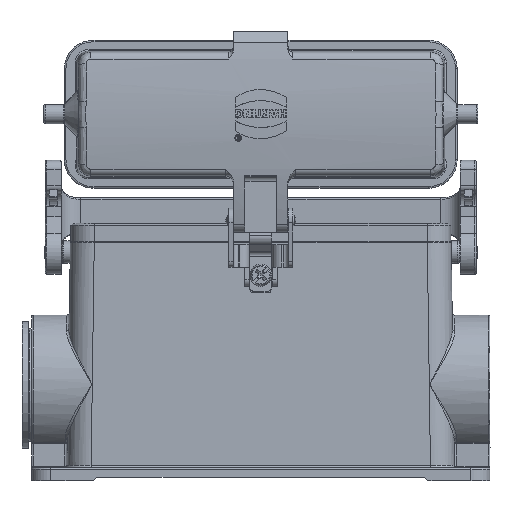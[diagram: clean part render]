
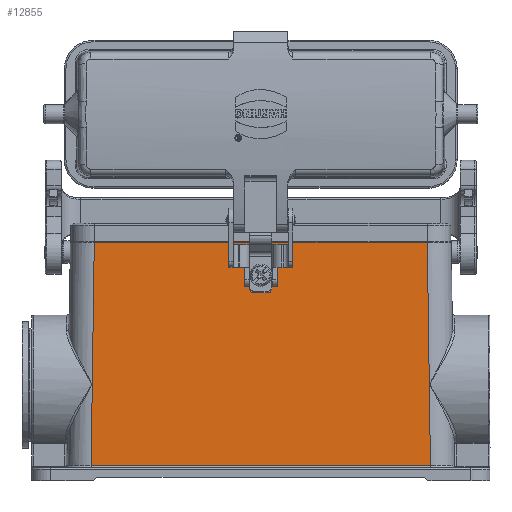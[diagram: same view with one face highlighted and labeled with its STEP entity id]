
A CAD part, front view. The second image highlights one B-rep face of the part: STEP entity #12855.
In plain terms, the highlighted planar face has unit normal (0, -1, 0.011).
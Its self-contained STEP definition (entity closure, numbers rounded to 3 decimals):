
#12654=CARTESIAN_POINT('',(0.,-22.3,-65.25));
#12655=DIRECTION('',(0.,-1.,0.011));
#12656=DIRECTION('',(0.0,-0.011,-1.));
#12657=AXIS2_PLACEMENT_3D('',#12654,#12655,#12656);
#12658=PLANE('',#12657);
#12659=CARTESIAN_POINT('',(-1.75,-21.514,4.449));
#12660=VERTEX_POINT('',#12659);
#12661=CARTESIAN_POINT('',(-1.75,-21.511,4.749));
#12662=VERTEX_POINT('',#12661);
#12663=CARTESIAN_POINT('',(-1.75,-21.514,4.449));
#12664=DIRECTION('',(0.0,0.011,1.));
#12665=VECTOR('',#12664,0.3);
#12666=LINE('',#12663,#12665);
#12667=EDGE_CURVE('',#12660,#12662,#12666,.T.);
#12668=ORIENTED_EDGE('',*,*,#12667,.F.);
#12669=CARTESIAN_POINT('',(-1.6,-21.514,4.449));
#12670=VERTEX_POINT('',#12669);
#12671=CARTESIAN_POINT('',(-1.6,-21.514,4.449));
#12672=DIRECTION('',(-1.0,0.0,0.0));
#12673=VECTOR('',#12672,0.15);
#12674=LINE('',#12671,#12673);
#12675=EDGE_CURVE('',#12670,#12660,#12674,.T.);
#12676=ORIENTED_EDGE('',*,*,#12675,.F.);
#12677=CARTESIAN_POINT('',(-1.6,-21.5,5.7));
#12678=VERTEX_POINT('',#12677);
#12679=CARTESIAN_POINT('',(-1.6,-21.5,5.7));
#12680=DIRECTION('',(0.0,-0.011,-1.));
#12681=VECTOR('',#12680,1.251);
#12682=LINE('',#12679,#12681);
#12683=EDGE_CURVE('',#12678,#12670,#12682,.T.);
#12684=ORIENTED_EDGE('',*,*,#12683,.F.);
#12685=CARTESIAN_POINT('',(-52.3,-21.5,5.7));
#12686=VERTEX_POINT('',#12685);
#12687=CARTESIAN_POINT('',(-52.3,-21.5,5.7));
#12688=DIRECTION('',(1.0,0.0,0.0));
#12689=VECTOR('',#12688,50.7);
#12690=LINE('',#12687,#12689);
#12691=EDGE_CURVE('',#12686,#12678,#12690,.T.);
#12692=ORIENTED_EDGE('',*,*,#12691,.F.);
#12693=CARTESIAN_POINT('',(-53.289,-22.291,-64.459));
#12694=VERTEX_POINT('',#12693);
#12695=CARTESIAN_POINT('',(-52.3,-21.5,5.7));
#12696=DIRECTION('',(-0.014,-0.011,-1.));
#12697=VECTOR('',#12696,70.17);
#12698=LINE('',#12695,#12697);
#12699=EDGE_CURVE('',#12686,#12694,#12698,.T.);
#12700=ORIENTED_EDGE('',*,*,#12699,.T.);
#12701=CARTESIAN_POINT('',(53.289,-22.291,-64.459));
#12702=VERTEX_POINT('',#12701);
#12703=CARTESIAN_POINT('',(-53.289,-22.291,-64.459));
#12704=DIRECTION('',(1.0,0.0,0.0));
#12705=VECTOR('',#12704,106.579);
#12706=LINE('',#12703,#12705);
#12707=EDGE_CURVE('',#12694,#12702,#12706,.T.);
#12708=ORIENTED_EDGE('',*,*,#12707,.T.);
#12709=CARTESIAN_POINT('',(52.3,-21.5,5.7));
#12710=VERTEX_POINT('',#12709);
#12711=CARTESIAN_POINT('',(53.289,-22.291,-64.459));
#12712=DIRECTION('',(-0.014,0.011,1.));
#12713=VECTOR('',#12712,70.17);
#12714=LINE('',#12711,#12713);
#12715=EDGE_CURVE('',#12702,#12710,#12714,.T.);
#12716=ORIENTED_EDGE('',*,*,#12715,.T.);
#12717=CARTESIAN_POINT('',(1.6,-21.5,5.7));
#12718=VERTEX_POINT('',#12717);
#12719=CARTESIAN_POINT('',(1.6,-21.5,5.7));
#12720=DIRECTION('',(1.0,0.0,0.0));
#12721=VECTOR('',#12720,50.7);
#12722=LINE('',#12719,#12721);
#12723=EDGE_CURVE('',#12718,#12710,#12722,.T.);
#12724=ORIENTED_EDGE('',*,*,#12723,.F.);
#12725=CARTESIAN_POINT('',(1.6,-21.514,4.449));
#12726=VERTEX_POINT('',#12725);
#12727=CARTESIAN_POINT('',(1.6,-21.514,4.449));
#12728=DIRECTION('',(0.,0.011,1.));
#12729=VECTOR('',#12728,1.251);
#12730=LINE('',#12727,#12729);
#12731=EDGE_CURVE('',#12726,#12718,#12730,.T.);
#12732=ORIENTED_EDGE('',*,*,#12731,.F.);
#12733=CARTESIAN_POINT('',(1.75,-21.514,4.449));
#12734=VERTEX_POINT('',#12733);
#12735=CARTESIAN_POINT('',(1.75,-21.514,4.449));
#12736=DIRECTION('',(-1.0,0.0,0.0));
#12737=VECTOR('',#12736,0.15);
#12738=LINE('',#12735,#12737);
#12739=EDGE_CURVE('',#12734,#12726,#12738,.T.);
#12740=ORIENTED_EDGE('',*,*,#12739,.F.);
#12741=CARTESIAN_POINT('',(1.75,-21.511,4.749));
#12742=VERTEX_POINT('',#12741);
#12743=CARTESIAN_POINT('',(1.75,-21.511,4.749));
#12744=DIRECTION('',(0.0,-0.011,-1.));
#12745=VECTOR('',#12744,0.3);
#12746=LINE('',#12743,#12745);
#12747=EDGE_CURVE('',#12742,#12734,#12746,.T.);
#12748=ORIENTED_EDGE('',*,*,#12747,.F.);
#12749=CARTESIAN_POINT('',(3.6,-21.511,4.749));
#12750=VERTEX_POINT('',#12749);
#12751=CARTESIAN_POINT('',(3.6,-21.511,4.749));
#12752=DIRECTION('',(-1.0,0.0,0.0));
#12753=VECTOR('',#12752,1.85);
#12754=LINE('',#12751,#12753);
#12755=EDGE_CURVE('',#12750,#12742,#12754,.T.);
#12756=ORIENTED_EDGE('',*,*,#12755,.F.);
#12757=CARTESIAN_POINT('',(3.6,-21.657,-8.25));
#12758=VERTEX_POINT('',#12757);
#12759=CARTESIAN_POINT('',(3.6,-21.511,4.749));
#12760=DIRECTION('',(0.,-0.011,-1.));
#12761=VECTOR('',#12760,13.);
#12762=LINE('',#12759,#12761);
#12763=EDGE_CURVE('',#12750,#12758,#12762,.T.);
#12764=ORIENTED_EDGE('',*,*,#12763,.T.);
#12765=CARTESIAN_POINT('',(3.5,-21.657,-8.25));
#12766=VERTEX_POINT('',#12765);
#12767=CARTESIAN_POINT('',(3.5,-21.657,-8.25));
#12768=DIRECTION('',(1.0,0.0,0.0));
#12769=VECTOR('',#12768,0.1);
#12770=LINE('',#12767,#12769);
#12771=EDGE_CURVE('',#12766,#12758,#12770,.T.);
#12772=ORIENTED_EDGE('',*,*,#12771,.F.);
#12773=CARTESIAN_POINT('',(3.5,-21.669,-9.25));
#12774=VERTEX_POINT('',#12773);
#12775=CARTESIAN_POINT('',(3.5,-21.669,-9.25));
#12776=DIRECTION('',(0.0,0.011,1.));
#12777=VECTOR('',#12776,1.);
#12778=LINE('',#12775,#12777);
#12779=EDGE_CURVE('',#12774,#12766,#12778,.T.);
#12780=ORIENTED_EDGE('',*,*,#12779,.F.);
#12781=CARTESIAN_POINT('',(3.211,-21.674,-9.75));
#12782=VERTEX_POINT('',#12781);
#12783=CARTESIAN_POINT('',(3.211,-21.674,-9.75));
#12784=DIRECTION('',(0.5,0.01,0.866));
#12785=VECTOR('',#12784,0.577);
#12786=LINE('',#12783,#12785);
#12787=EDGE_CURVE('',#12782,#12774,#12786,.T.);
#12788=ORIENTED_EDGE('',*,*,#12787,.F.);
#12789=CARTESIAN_POINT('',(2.345,-21.68,-10.25));
#12790=VERTEX_POINT('',#12789);
#12791=CARTESIAN_POINT('',(2.345,-21.669,-9.25));
#12792=DIRECTION('',(0.,-1.,0.011));
#12793=DIRECTION('',(0.866,-0.006,-0.5));
#12794=AXIS2_PLACEMENT_3D('',#12791,#12792,#12793);
#12795=CIRCLE('',#12794,1.);
#12796=EDGE_CURVE('',#12790,#12782,#12795,.T.);
#12797=ORIENTED_EDGE('',*,*,#12796,.F.);
#12798=CARTESIAN_POINT('',(-2.345,-21.68,-10.25));
#12799=VERTEX_POINT('',#12798);
#12800=CARTESIAN_POINT('',(-2.345,-21.68,-10.25));
#12801=DIRECTION('',(1.0,0.0,0.0));
#12802=VECTOR('',#12801,4.691);
#12803=LINE('',#12800,#12802);
#12804=EDGE_CURVE('',#12799,#12790,#12803,.T.);
#12805=ORIENTED_EDGE('',*,*,#12804,.F.);
#12806=CARTESIAN_POINT('',(-3.211,-21.674,-9.75));
#12807=VERTEX_POINT('',#12806);
#12808=CARTESIAN_POINT('',(-2.345,-21.669,-9.25));
#12809=DIRECTION('',(0.0,-1.,0.011));
#12810=DIRECTION('',(0.0,-0.011,-1.));
#12811=AXIS2_PLACEMENT_3D('',#12808,#12809,#12810);
#12812=CIRCLE('',#12811,1.);
#12813=EDGE_CURVE('',#12807,#12799,#12812,.T.);
#12814=ORIENTED_EDGE('',*,*,#12813,.F.);
#12815=CARTESIAN_POINT('',(-3.5,-21.669,-9.25));
#12816=VERTEX_POINT('',#12815);
#12817=CARTESIAN_POINT('',(-3.5,-21.669,-9.25));
#12818=DIRECTION('',(0.5,-0.01,-0.866));
#12819=VECTOR('',#12818,0.577);
#12820=LINE('',#12817,#12819);
#12821=EDGE_CURVE('',#12816,#12807,#12820,.T.);
#12822=ORIENTED_EDGE('',*,*,#12821,.F.);
#12823=CARTESIAN_POINT('',(-3.5,-21.657,-8.25));
#12824=VERTEX_POINT('',#12823);
#12825=CARTESIAN_POINT('',(-3.5,-21.657,-8.25));
#12826=DIRECTION('',(0.,-0.011,-1.));
#12827=VECTOR('',#12826,1.);
#12828=LINE('',#12825,#12827);
#12829=EDGE_CURVE('',#12824,#12816,#12828,.T.);
#12830=ORIENTED_EDGE('',*,*,#12829,.F.);
#12831=CARTESIAN_POINT('',(-3.6,-21.657,-8.25));
#12832=VERTEX_POINT('',#12831);
#12833=CARTESIAN_POINT('',(-3.6,-21.657,-8.25));
#12834=DIRECTION('',(1.0,0.0,0.0));
#12835=VECTOR('',#12834,0.1);
#12836=LINE('',#12833,#12835);
#12837=EDGE_CURVE('',#12832,#12824,#12836,.T.);
#12838=ORIENTED_EDGE('',*,*,#12837,.F.);
#12839=CARTESIAN_POINT('',(-3.6,-21.511,4.749));
#12840=VERTEX_POINT('',#12839);
#12841=CARTESIAN_POINT('',(-3.6,-21.657,-8.25));
#12842=DIRECTION('',(0.0,0.011,1.));
#12843=VECTOR('',#12842,13.);
#12844=LINE('',#12841,#12843);
#12845=EDGE_CURVE('',#12832,#12840,#12844,.T.);
#12846=ORIENTED_EDGE('',*,*,#12845,.T.);
#12847=CARTESIAN_POINT('',(-1.75,-21.511,4.749));
#12848=DIRECTION('',(-1.0,0.0,0.0));
#12849=VECTOR('',#12848,1.85);
#12850=LINE('',#12847,#12849);
#12851=EDGE_CURVE('',#12662,#12840,#12850,.T.);
#12852=ORIENTED_EDGE('',*,*,#12851,.F.);
#12853=EDGE_LOOP('',(#12668,#12676,#12684,#12692,#12700,#12708,#12716,#12724,#12732,#12740,#12748,#12756,#12764,#12772,#12780,#12788,#12797,#12805,#12814,#12822,#12830,#12838,#12846,#12852));
#12854=FACE_OUTER_BOUND('',#12853,.T.);
#12855=ADVANCED_FACE('',(#12854),#12658,.T.);
